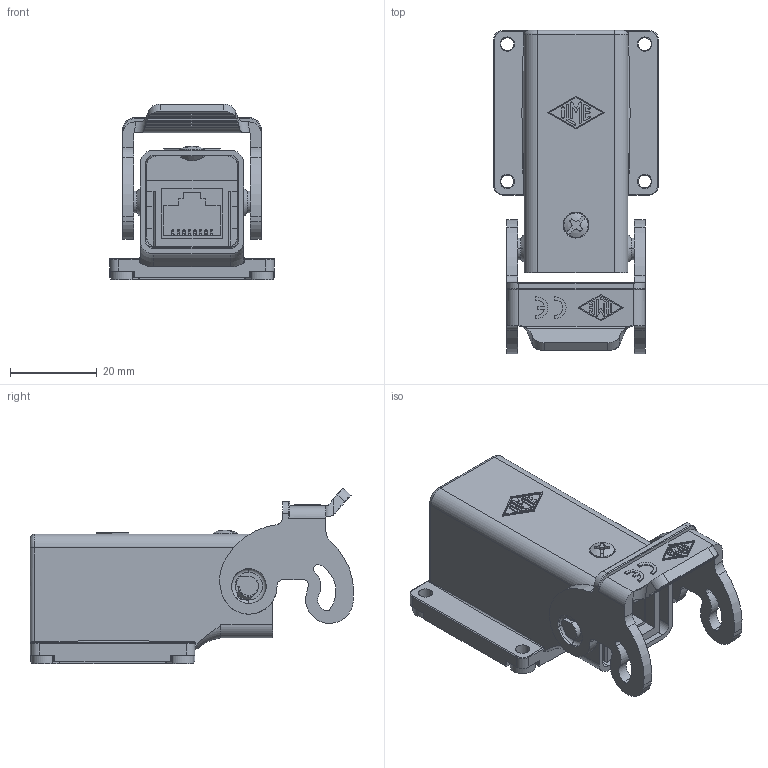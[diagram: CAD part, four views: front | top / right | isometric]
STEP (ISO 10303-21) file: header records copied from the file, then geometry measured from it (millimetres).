
FILE_DESCRIPTION(('Creo Elements/Direct Modeling STEP Export'),'2;1');
FILE_NAME('0ln7uvk5tn788e42880','2023-11-14T14:33:03',(''),(''),'Creo Elements/Direct Modeling STEP processor for AP214 (Solid Model)','Creo Elements/Direct Modeling 20.1B 02-Apr-2019 (C) Parametric Technology GmbH','');
FILE_SCHEMA(('AUTOMOTIVE_DESIGN { 1 0 10303 214 1 1 1 1 }'));
Products named in the file (2): CJZ 8 IA4
Assembly tree (1 placements, depth 2):
  CJZ 8 IA4
    CJZ 8 IA4
Bounding box: 38 x 74.68 x 40.64 mm (x, y, z)
Volume: 24457.7 mm3; surface area: 24509.2 mm2
Topology: 1 solids, 1 shells, 1300 faces, 3517 edges, 2234 vertices
Faces by surface type: plane 650, cylinder 494, bspline 64, torus 56, cone 22, sphere 14
Entity records: 65049 total; most frequent: CARTESIAN_POINT 22694, ORIENTED_EDGE 6998, DIRECTION 6337, EDGE_CURVE 3499, VERTEX_POINT 2234, AXIS2_PLACEMENT_3D 2122, VECTOR 2093, LINE 2093
